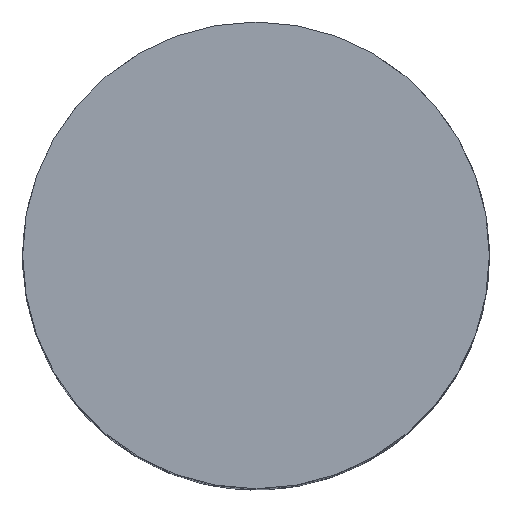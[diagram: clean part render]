
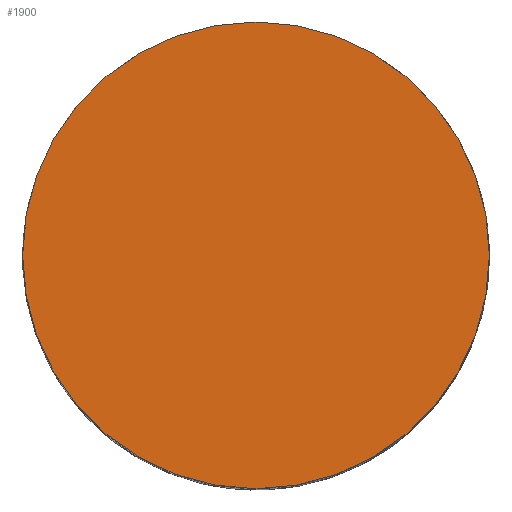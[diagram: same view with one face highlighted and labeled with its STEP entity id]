
A CAD part, top view. The second image highlights one B-rep face of the part: STEP entity #1900.
In plain terms, the highlighted planar face has unit normal (0, 0, 1).
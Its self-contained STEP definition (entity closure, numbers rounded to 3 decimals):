
#1878 = VERTEX_POINT('',#1879);
#1879 = CARTESIAN_POINT('',(16.,0.,36.));
#1885 = EDGE_CURVE('',#1878,#1878,#1886,.T.);
#1886 = CIRCLE('',#1887,11.);
#1887 = AXIS2_PLACEMENT_3D('',#1888,#1889,#1890);
#1888 = CARTESIAN_POINT('',(5.,0.,36.));
#1889 = DIRECTION('',(0.,0.,1.));
#1890 = DIRECTION('',(1.,0.,0.));
#1900 = ADVANCED_FACE('',(#1901),#1904,.T.);
#1901 = FACE_BOUND('',#1902,.T.);
#1902 = EDGE_LOOP('',(#1903));
#1903 = ORIENTED_EDGE('',*,*,#1885,.T.);
#1904 = PLANE('',#1905);
#1905 = AXIS2_PLACEMENT_3D('',#1906,#1907,#1908);
#1906 = CARTESIAN_POINT('',(5.,0.,36.));
#1907 = DIRECTION('',(0.,0.,1.));
#1908 = DIRECTION('',(1.,0.,0.));
